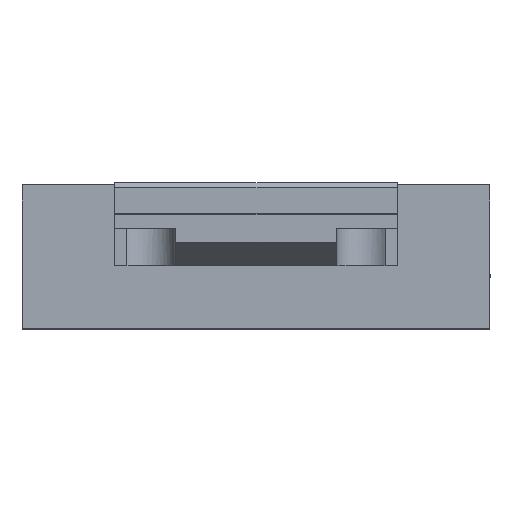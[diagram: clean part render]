
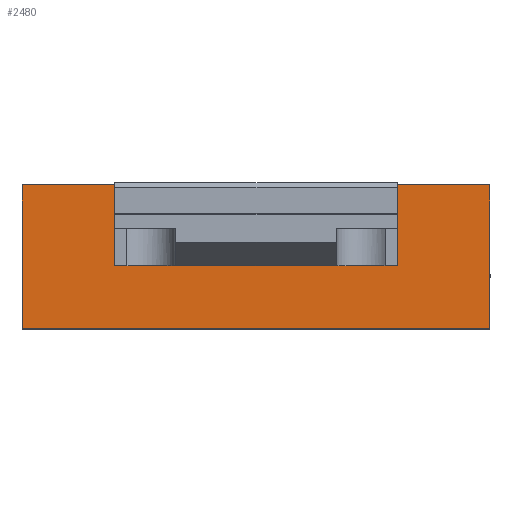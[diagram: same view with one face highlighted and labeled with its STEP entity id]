
A CAD part, top view. The second image highlights one B-rep face of the part: STEP entity #2480.
In plain terms, the highlighted free-form (B-spline) face has degree [1, 1] with [2, 2] control points.
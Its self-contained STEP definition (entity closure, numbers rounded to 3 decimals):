
#1370 = CARTESIAN_POINT ('', (96., 0., 23.6));
#1380 = VERTEX_POINT ('', #1370);
#1440 = CARTESIAN_POINT ('', (0., 0., 23.6));
#1450 = VERTEX_POINT ('', #1440);
#1460 = CARTESIAN_POINT ('', (0., 0., 23.6));
#1470 = CARTESIAN_POINT ('', (96., 0., 23.6));
#1480 = B_SPLINE_CURVE_WITH_KNOTS ('', 1, (#1460, #1470), .UNSPECIFIED., .F., .U., (2, 2), (0., 1.), .UNSPECIFIED.);
#1490 = EDGE_CURVE ('', #1450, #1380, #1480, .T.);
#1650 = CARTESIAN_POINT ('', (73.963, 12.9, 23.6));
#1660 = VERTEX_POINT ('', #1650);
#1670 = CARTESIAN_POINT ('', (67.037, 12.9, 23.6));
#1680 = VERTEX_POINT ('', #1670);
#1690 = CARTESIAN_POINT ('', (73.963, 12.9, 23.6));
#1700 = CARTESIAN_POINT ('', (67.037, 12.9, 23.6));
#1710 = B_SPLINE_CURVE_WITH_KNOTS ('', 1, (#1690, #1700), .UNSPECIFIED., .F., .U., (2, 2), (0., 1.), .UNSPECIFIED.);
#1720 = EDGE_CURVE ('', #1660, #1680, #1710, .T.);
#1730 = ORIENTED_EDGE ('', *, *, #1720, .T.);
#1740 = CARTESIAN_POINT ('', (28.963, 12.9, 23.6));
#1750 = VERTEX_POINT ('', #1740);
#1760 = CARTESIAN_POINT ('', (67.037, 12.9, 23.6));
#1770 = CARTESIAN_POINT ('', (28.963, 12.9, 23.6));
#1780 = B_SPLINE_CURVE_WITH_KNOTS ('', 1, (#1760, #1770), .UNSPECIFIED., .F., .U., (2, 2), (0., 1.), .UNSPECIFIED.);
#1790 = EDGE_CURVE ('', #1680, #1750, #1780, .T.);
#1800 = ORIENTED_EDGE ('', *, *, #1790, .T.);
#1810 = CARTESIAN_POINT ('', (22.037, 12.9, 23.6));
#1820 = VERTEX_POINT ('', #1810);
#1830 = CARTESIAN_POINT ('', (28.963, 12.9, 23.6));
#1840 = CARTESIAN_POINT ('', (22.037, 12.9, 23.6));
#1850 = B_SPLINE_CURVE_WITH_KNOTS ('', 1, (#1830, #1840), .UNSPECIFIED., .F., .U., (2, 2), (0., 1.), .UNSPECIFIED.);
#1860 = EDGE_CURVE ('', #1750, #1820, #1850, .T.);
#1870 = ORIENTED_EDGE ('', *, *, #1860, .T.);
#1880 = CARTESIAN_POINT ('', (19., 12.9, 23.6));
#1890 = VERTEX_POINT ('', #1880);
#1900 = CARTESIAN_POINT ('', (22.037, 12.9, 23.6));
#1910 = CARTESIAN_POINT ('', (19., 12.9, 23.6));
#1920 = B_SPLINE_CURVE_WITH_KNOTS ('', 1, (#1900, #1910), .UNSPECIFIED., .F., .U., (2, 2), (0., 1.), .UNSPECIFIED.);
#1930 = EDGE_CURVE ('', #1820, #1890, #1920, .T.);
#1940 = ORIENTED_EDGE ('', *, *, #1930, .T.);
#1950 = CARTESIAN_POINT ('', (19., 29.5, 23.6));
#1960 = VERTEX_POINT ('', #1950);
#1970 = CARTESIAN_POINT ('', (19., 12.9, 23.6));
#1980 = CARTESIAN_POINT ('', (19., 29.5, 23.6));
#1990 = B_SPLINE_CURVE_WITH_KNOTS ('', 1, (#1970, #1980), .UNSPECIFIED., .F., .U., (2, 2), (0., 1.), .UNSPECIFIED.);
#2000 = EDGE_CURVE ('', #1890, #1960, #1990, .T.);
#2010 = ORIENTED_EDGE ('', *, *, #2000, .T.);
#2020 = CARTESIAN_POINT ('', (0., 29.5, 23.6));
#2030 = VERTEX_POINT ('', #2020);
#2040 = CARTESIAN_POINT ('', (19., 29.5, 23.6));
#2050 = CARTESIAN_POINT ('', (0., 29.5, 23.6));
#2060 = B_SPLINE_CURVE_WITH_KNOTS ('', 1, (#2040, #2050), .UNSPECIFIED., .F., .U., (2, 2), (0., 1.), .UNSPECIFIED.);
#2070 = EDGE_CURVE ('', #1960, #2030, #2060, .T.);
#2080 = ORIENTED_EDGE ('', *, *, #2070, .T.);
#2090 = CARTESIAN_POINT ('', (0., 29.5, 23.6));
#2100 = CARTESIAN_POINT ('', (0., 0., 23.6));
#2110 = B_SPLINE_CURVE_WITH_KNOTS ('', 1, (#2090, #2100), .UNSPECIFIED., .F., .U., (2, 2), (0., 1.), .UNSPECIFIED.);
#2120 = EDGE_CURVE ('', #2030, #1450, #2110, .T.);
#2130 = ORIENTED_EDGE ('', *, *, #2120, .T.);
#2140 = ORIENTED_EDGE ('', *, *, #1490, .T.);
#2150 = CARTESIAN_POINT ('', (96., 29.5, 23.6));
#2160 = VERTEX_POINT ('', #2150);
#2170 = CARTESIAN_POINT ('', (96., 29.5, 23.6));
#2180 = CARTESIAN_POINT ('', (96., 0., 23.6));
#2190 = B_SPLINE_CURVE_WITH_KNOTS ('', 1, (#2170, #2180), .UNSPECIFIED., .F., .U., (2, 2), (0., 1.), .UNSPECIFIED.);
#2200 = EDGE_CURVE ('', #2160, #1380, #2190, .T.);
#2210 = ORIENTED_EDGE ('', *, *, #2200, .F.);
#2220 = CARTESIAN_POINT ('', (77., 29.5, 23.6));
#2230 = VERTEX_POINT ('', #2220);
#2240 = CARTESIAN_POINT ('', (77., 29.5, 23.6));
#2250 = CARTESIAN_POINT ('', (96., 29.5, 23.6));
#2260 = B_SPLINE_CURVE_WITH_KNOTS ('', 1, (#2240, #2250), .UNSPECIFIED., .F., .U., (2, 2), (0., 1.), .UNSPECIFIED.);
#2270 = EDGE_CURVE ('', #2230, #2160, #2260, .T.);
#2280 = ORIENTED_EDGE ('', *, *, #2270, .F.);
#2290 = CARTESIAN_POINT ('', (77., 12.9, 23.6));
#2300 = VERTEX_POINT ('', #2290);
#2310 = CARTESIAN_POINT ('', (77., 12.9, 23.6));
#2320 = CARTESIAN_POINT ('', (77., 29.5, 23.6));
#2330 = B_SPLINE_CURVE_WITH_KNOTS ('', 1, (#2310, #2320), .UNSPECIFIED., .F., .U., (2, 2), (0., 1.), .UNSPECIFIED.);
#2340 = EDGE_CURVE ('', #2300, #2230, #2330, .T.);
#2350 = ORIENTED_EDGE ('', *, *, #2340, .F.);
#2360 = CARTESIAN_POINT ('', (73.963, 12.9, 23.6));
#2370 = CARTESIAN_POINT ('', (77., 12.9, 23.6));
#2380 = B_SPLINE_CURVE_WITH_KNOTS ('', 1, (#2360, #2370), .UNSPECIFIED., .F., .U., (2, 2), (0., 1.), .UNSPECIFIED.);
#2390 = EDGE_CURVE ('', #1660, #2300, #2380, .T.);
#2400 = ORIENTED_EDGE ('', *, *, #2390, .F.);
#2410 = EDGE_LOOP ('', (#1730, #1800, #1870, #1940, #2010, #2080, #2130, #2140, #2210, #2280, #2350, #2400));
#2420 = FACE_OUTER_BOUND ('', #2410, .T.);
#2430 = CARTESIAN_POINT ('', (0., 0., 23.6));
#2440 = CARTESIAN_POINT ('', (0., 29.5, 23.6));
#2450 = CARTESIAN_POINT ('', (96., 0., 23.6));
#2460 = CARTESIAN_POINT ('', (96., 29.5, 23.6));
#2470 = B_SPLINE_SURFACE_WITH_KNOTS ('', 1, 1, ((#2430, #2440), (#2450, #2460)), .UNSPECIFIED., .F., .F., .U., (2, 2), (2, 2), (0., 1.), (0., 1.), .UNSPECIFIED.);
#2480 = ADVANCED_FACE ('', (#2420), #2470, .T.);
